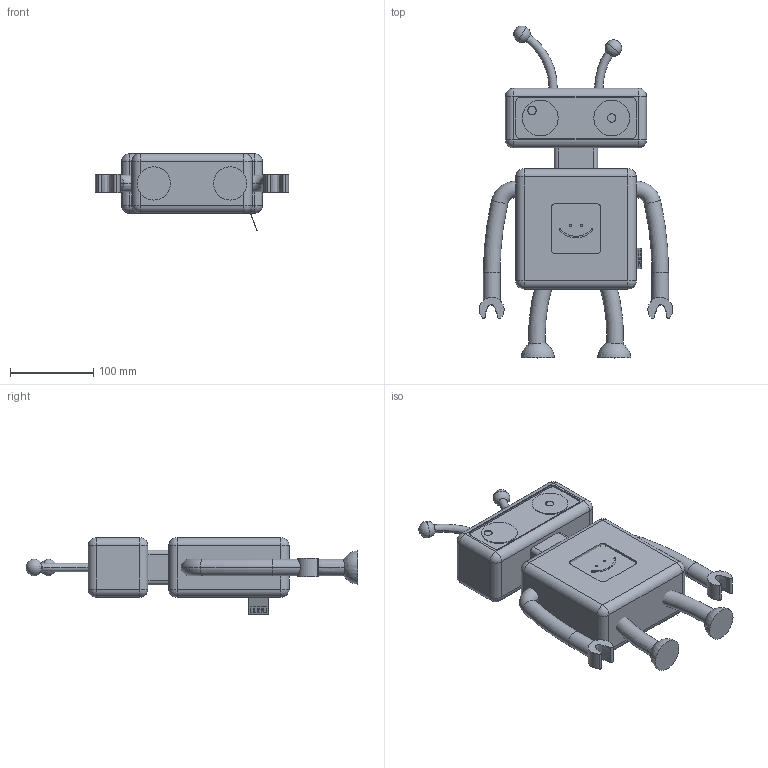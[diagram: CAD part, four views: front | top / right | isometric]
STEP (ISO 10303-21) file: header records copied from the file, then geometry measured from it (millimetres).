
FILE_DESCRIPTION(('Creo Elements/Direct Modeling STEP Export'),'2;1');
FILE_NAME('BG-Filli.stp','2022-11-30T12:54:55',(''),(''),'Creo Elements/Direct Modeling STEP processor for AP214 (Solid Model)','Creo Elements/Direct Modeling 20.2A 23-Sep-2019 (C) Parametric Technology GmbH','');
FILE_SCHEMA(('AUTOMOTIVE_DESIGN { 1 0 10303 214 1 1 1 1 }'));
Length unit declared in the file: millimetre
Products named in the file (10): FILL-LOGO_100x100.02; Filli_1.2; Filli_1.1; Filli.2; Filli; Filli_1; Filli.1; Filli_1.2.1; T1.1; BG-Filli_Future.1
Assembly tree (9 placements, depth 2):
  BG-Filli_Future.1
    T1.1
    Filli_1.2.1
    Filli.1
    Filli_1
    Filli
    Filli.2
    Filli_1.1
    Filli_1.2
    FILL-LOGO_100x100.02
Bounding box: 232.99 x 399.87 x 92.58 mm (x, y, z)
Volume: 2591121.6 mm3; surface area: 196796.6 mm2
Topology: 9 solids, 9 shells, 190 faces, 430 edges, 252 vertices
Faces by surface type: plane 88, cylinder 62, sphere 22, torus 16, extrusion 2
Entity records: 9551 total; most frequent: CARTESIAN_POINT 4866, DIRECTION 892, ORIENTED_EDGE 804, EDGE_CURVE 402, AXIS2_PLACEMENT_3D 332, VERTEX_POINT 252, VECTOR 228, LINE 226
